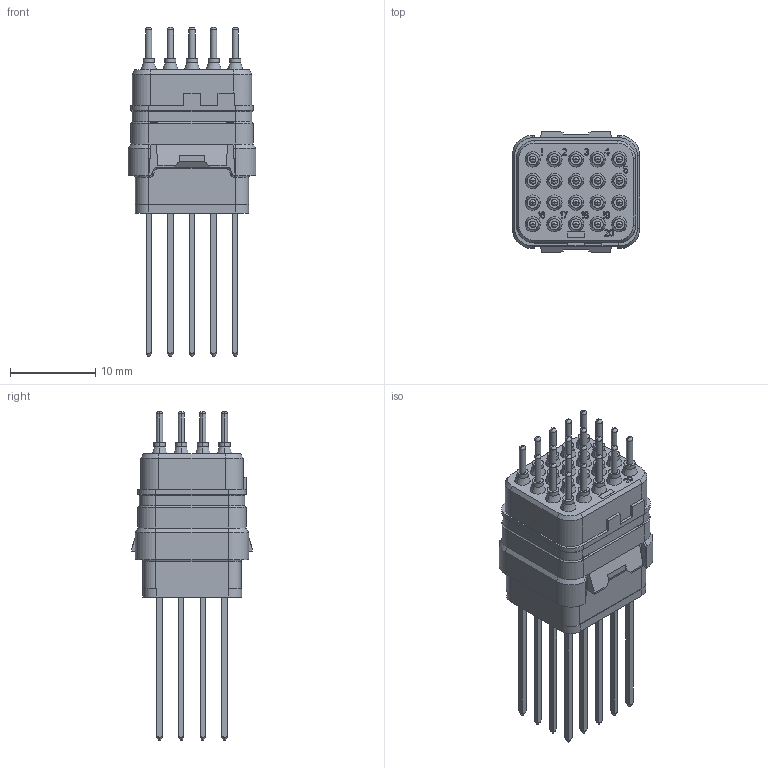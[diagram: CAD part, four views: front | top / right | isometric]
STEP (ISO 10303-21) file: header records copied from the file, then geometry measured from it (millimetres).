
FILE_DESCRIPTION((''),'2;1');
FILE_NAME('SIMM2022PCK','2020-06-10T',('presta_be4'),(''),'CREO PARAMETRIC BY PTC INC, 2018360','CREO PARAMETRIC BY PTC INC, 2018360','');
FILE_SCHEMA(('CONFIG_CONTROL_DESIGN'));
Products named in the file (1): SIMM2022PCK
Bounding box: 15 x 14.2 x 38.65 mm (x, y, z)
Volume: 2671.4 mm3; surface area: 4321.3 mm2
Topology: 1 solids, 1 shells, 2597 faces, 6652 edges, 4258 vertices
Faces by surface type: plane 1513, cylinder 524, cone 292, torus 220, bspline 48
Entity records: 86671 total; most frequent: CARTESIAN_POINT 22973, ORIENTED_EDGE 13304, DIRECTION 13041, EDGE_CURVE 6652, VECTOR 4517, LINE 4517, AXIS2_PLACEMENT_3D 4262, VERTEX_POINT 4258
